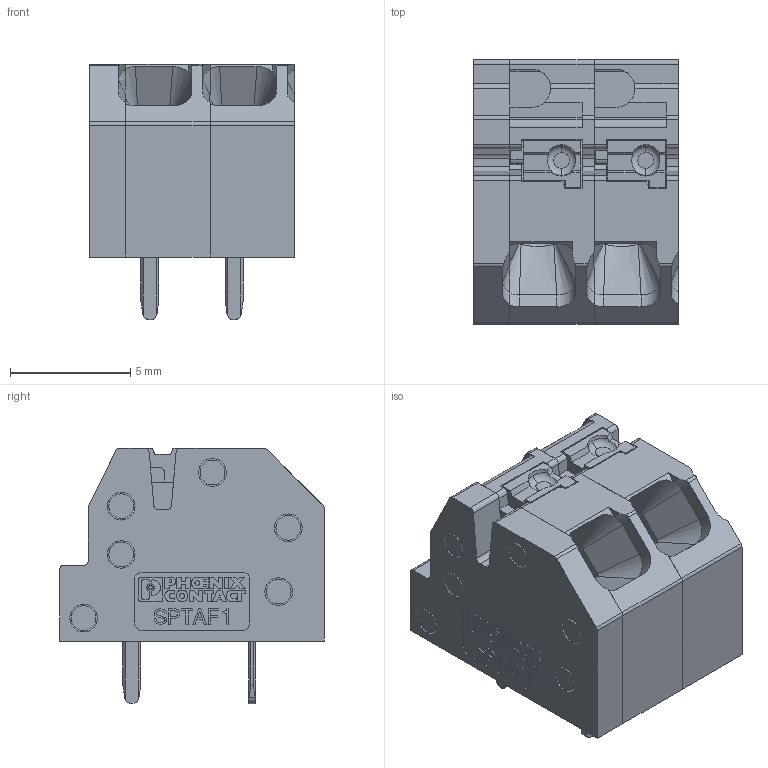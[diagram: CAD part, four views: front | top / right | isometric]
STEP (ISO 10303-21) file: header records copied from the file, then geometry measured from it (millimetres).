
FILE_DESCRIPTION(('Creo Elements/Direct Modeling STEP Export'),'2;1');
FILE_NAME('model.stp','2023-10-17T18:17:58',(''),(''),'Creo Elements/Direct Modeling STEP processor for AP214 (Solid Model)','Creo Elements/Direct Modeling 20.1D 10-Oct-2020 (C) Parametric Technology GmbH','');
FILE_SCHEMA(('AUTOMOTIVE_DESIGN { 1 0 10303 214 1 1 1 1 }'));
Length unit declared in the file: millimetre
Products named in the file (6): LP_SPTAF_1_contact_2_60.2; DK_SPTAF_0_DKL; PK_SPTAF_1_3_50_WH; AC_SPTAF_1_IL.1; PK_SPTAF_1_3_50_BU; SPTAF 1- 2-3.5-IL SPE
Assembly tree (9 placements, depth 2):
  SPTAF 1- 2-3.5-IL SPE
    LP_SPTAF_1_contact_2_60.2  x4
    AC_SPTAF_1_IL.1  x2
    PK_SPTAF_1_3_50_BU
    PK_SPTAF_1_3_50_WH
    DK_SPTAF_0_DKL
Bounding box: 8.5 x 11 x 10.6 mm (x, y, z)
Volume: 556.5 mm3; surface area: 1141.1 mm2
Topology: 9 solids, 9 shells, 903 faces, 2448 edges, 1612 vertices
Faces by surface type: plane 592, cylinder 200, torus 32, extrusion 31, cone 20, bspline 16, sphere 12
Entity records: 33434 total; most frequent: CARTESIAN_POINT 6920, ORIENTED_EDGE 4356, DIRECTION 3785, EDGE_CURVE 2178, VECTOR 1563, LINE 1532, VERTEX_POINT 1437, AXIS2_PLACEMENT_3D 1111
